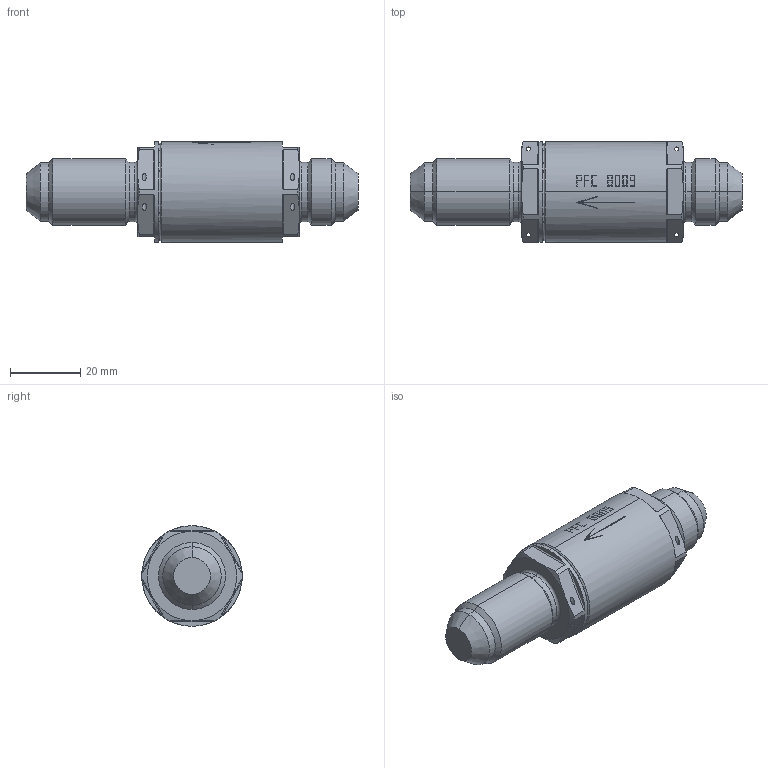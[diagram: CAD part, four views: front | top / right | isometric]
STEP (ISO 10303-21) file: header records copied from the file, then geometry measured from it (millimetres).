
FILE_DESCRIPTION (( 'STEP AP203' ), '1' );
FILE_NAME ('08009000 B Whole.STEP', '2015-01-29T00:52:43', ( '' ), ( '' ), 'SwSTEP 2.0', 'SolidWorks 2014', '' );
FILE_SCHEMA (( 'CONFIG_CONTROL_DESIGN' ));
Length unit declared in the file: inch
Products named in the file (1): 08009000 B Whole
Bounding box: 94.41 x 28.57 x 28.57 mm (x, y, z)
Volume: 40514.9 mm3; surface area: 8046.4 mm2
Topology: 1 solids, 1 shells, 187 faces, 465 edges, 296 vertices
Faces by surface type: plane 99, cylinder 50, cone 28, bspline 6, torus 4
Entity records: 5901 total; most frequent: CARTESIAN_POINT 1420, ORIENTED_EDGE 930, DIRECTION 898, EDGE_CURVE 465, AXIS2_PLACEMENT_3D 334, VERTEX_POINT 296, VECTOR 230, LINE 230
